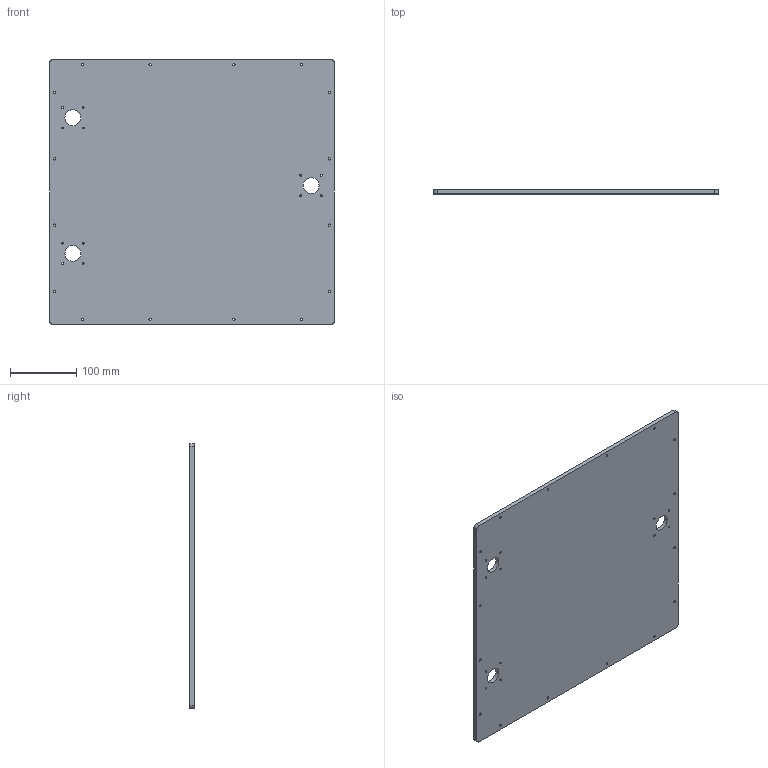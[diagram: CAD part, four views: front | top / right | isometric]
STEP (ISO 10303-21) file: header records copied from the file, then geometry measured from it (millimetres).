
FILE_DESCRIPTION(/* description */ (''),/* implementation_level */ '2;1');
FILE_NAME(/* name */ 'ZL_Bottom_4 v1.step',/* time_stamp */ '2020-10-20T17:21:18+01:00',/* author */ (''),/* organization */ (''),/* preprocessor_version */ 'ST-DEVELOPER v18.1',/* originating_system */ 'Autodesk Translation Framework v9.3.0.1241',/* authorisation */ '');
FILE_SCHEMA (('AUTOMOTIVE_DESIGN { 1 0 10303 214 3 1 1 }'));
Length unit declared in the file: millimetre
Products named in the file (1): ZL_Bottom_4
Bounding box: 430 x 6.35 x 400 mm (x, y, z)
Volume: 1081983.9 mm3; surface area: 354503.3 mm2
Topology: 1 solids, 1 shells, 41 faces, 117 edges, 78 vertices
Faces by surface type: cylinder 35, plane 6
Full cylindrical faces by diameter (mm): 2.845 x12, 3.5 x16, 24 x3
Entity records: 1538 total; most frequent: DIRECTION 271, CARTESIAN_POINT 237, ORIENTED_EDGE 234, EDGE_CURVE 117, AXIS2_PLACEMENT_3D 112, EDGE_LOOP 103, VERTEX_POINT 78, CIRCLE 70
